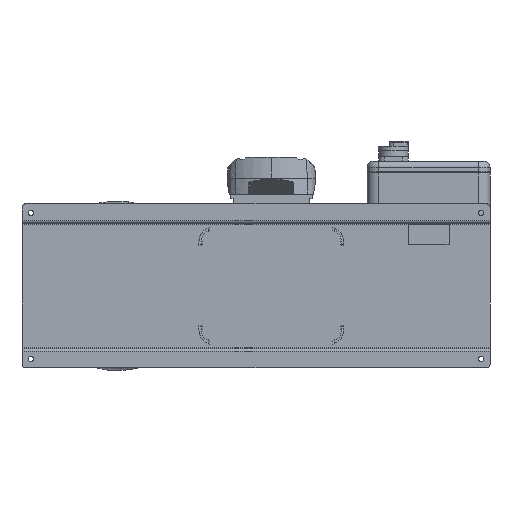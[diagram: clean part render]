
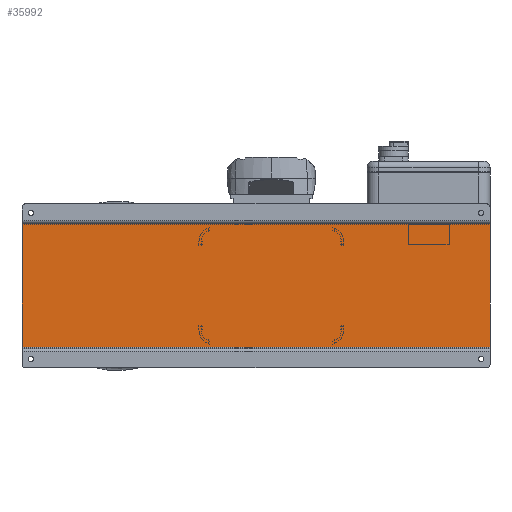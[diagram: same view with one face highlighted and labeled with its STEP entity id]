
A CAD part, front view. The second image highlights one B-rep face of the part: STEP entity #35992.
In plain terms, the highlighted planar face has unit normal (0, -1, 0).
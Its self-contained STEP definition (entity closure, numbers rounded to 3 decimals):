
#1454 = VECTOR ( 'NONE', #35712, 1000. ) ;
#2305 = EDGE_LOOP ( 'NONE', ( #24570, #47101, #2844, #62238 ) ) ;
#2844 = ORIENTED_EDGE ( 'NONE', *, *, #80808, .F. ) ;
#4221 = LINE ( 'NONE', #75153, #49036 ) ;
#4561 = PLANE ( 'NONE',  #31568 ) ;
#7107 = CARTESIAN_POINT ( 'NONE',  ( -400., 51., 105. ) ) ;
#10973 = VERTEX_POINT ( 'NONE', #24866 ) ;
#13872 = LINE ( 'NONE', #41609, #46655 ) ;
#17289 = DIRECTION ( 'NONE',  ( -1., 0., 0. ) ) ;
#20528 = DIRECTION ( 'NONE',  ( 0., 0., -1. ) ) ;
#22739 = LINE ( 'NONE', #79643, #53890 ) ;
#23884 = CARTESIAN_POINT ( 'NONE',  ( 400., 51., 105. ) ) ;
#24570 = ORIENTED_EDGE ( 'NONE', *, *, #62575, .T. ) ;
#24866 = CARTESIAN_POINT ( 'NONE',  ( -400., 51., -105. ) ) ;
#26443 = CARTESIAN_POINT ( 'NONE',  ( 400., 51., -105. ) ) ;
#27730 = DIRECTION ( 'NONE',  ( 0., 0., 1. ) ) ;
#30642 = VERTEX_POINT ( 'NONE', #26443 ) ;
#31568 = AXIS2_PLACEMENT_3D ( 'NONE', #74615, #54951, #27730 ) ;
#35712 = DIRECTION ( 'NONE',  ( 0., 0., -1. ) ) ;
#35992 = ADVANCED_FACE ( 'NONE', ( #65512 ), #4561, .F. ) ;
#40824 = EDGE_CURVE ( 'NONE', #43510, #89573, #13872, .T. ) ;
#41609 = CARTESIAN_POINT ( 'NONE',  ( 400., 51., 105. ) ) ;
#42491 = DIRECTION ( 'NONE',  ( -1., 0., 0. ) ) ;
#43510 = VERTEX_POINT ( 'NONE', #44404 ) ;
#44404 = CARTESIAN_POINT ( 'NONE',  ( 400., 51., 105. ) ) ;
#46655 = VECTOR ( 'NONE', #42491, 1000. ) ;
#47101 = ORIENTED_EDGE ( 'NONE', *, *, #69938, .F. ) ;
#49036 = VECTOR ( 'NONE', #20528, 1000. ) ;
#50690 = LINE ( 'NONE', #23884, #1454 ) ;
#53890 = VECTOR ( 'NONE', #17289, 1000. ) ;
#54951 = DIRECTION ( 'NONE',  ( 0., 1., 0. ) ) ;
#62238 = ORIENTED_EDGE ( 'NONE', *, *, #40824, .T. ) ;
#62575 = EDGE_CURVE ( 'NONE', #89573, #10973, #4221, .T. ) ;
#65512 = FACE_OUTER_BOUND ( 'NONE', #2305, .T. ) ;
#69938 = EDGE_CURVE ( 'NONE', #30642, #10973, #22739, .T. ) ;
#74615 = CARTESIAN_POINT ( 'NONE',  ( 400., 51., -105. ) ) ;
#75153 = CARTESIAN_POINT ( 'NONE',  ( -400., 51., -105. ) ) ;
#79643 = CARTESIAN_POINT ( 'NONE',  ( 400., 51., -105. ) ) ;
#80808 = EDGE_CURVE ( 'NONE', #43510, #30642, #50690, .T. ) ;
#89573 = VERTEX_POINT ( 'NONE', #7107 ) ;
